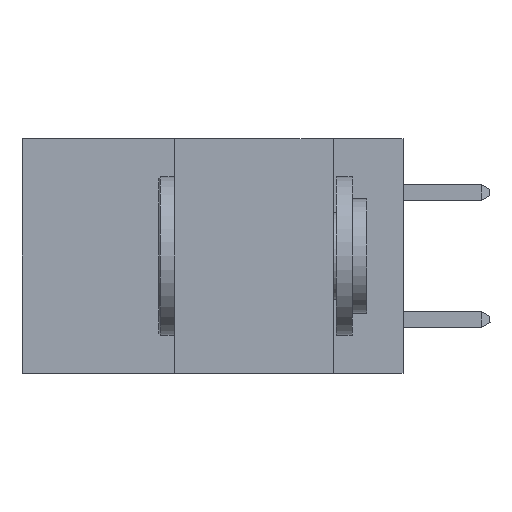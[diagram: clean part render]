
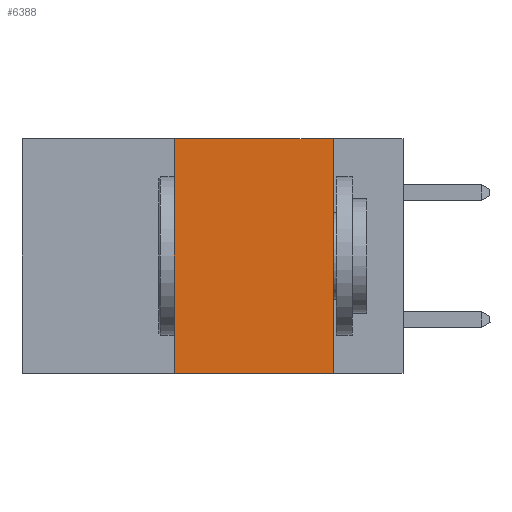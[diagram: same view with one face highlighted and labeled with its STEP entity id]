
A CAD part, left-side view. The second image highlights one B-rep face of the part: STEP entity #6388.
In plain terms, the highlighted planar face has unit normal (-1, 0, 0).
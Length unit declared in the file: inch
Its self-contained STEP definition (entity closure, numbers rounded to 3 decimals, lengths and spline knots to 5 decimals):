
#74 = EDGE_LOOP ( 'NONE', ( #10907, #12521, #8021, #4461 ) ) ;
#366 = AXIS2_PLACEMENT_3D ( 'NONE', #12415, #3200, #2740 ) ;
#405 = FACE_OUTER_BOUND ( 'NONE', #74, .T. ) ;
#678 = CARTESIAN_POINT ( 'NONE',  ( 0., 0.6, 0. ) ) ;
#1314 = LINE ( 'NONE', #7972, #10667 ) ;
#2527 = DIRECTION ( 'NONE',  ( 0., -1., 0. ) ) ;
#2540 = CARTESIAN_POINT ( 'NONE',  ( 0., 0.36, 0. ) ) ;
#2740 = DIRECTION ( 'NONE',  ( 0., 0., -1. ) ) ;
#2810 = CARTESIAN_POINT ( 'NONE',  ( 0., 0.36, 0. ) ) ;
#3047 = DIRECTION ( 'NONE',  ( 0., -1., 0. ) ) ;
#3114 = CARTESIAN_POINT ( 'NONE',  ( 0., 0.11, 0. ) ) ;
#3200 = DIRECTION ( 'NONE',  ( 1., 0., 0. ) ) ;
#3217 = LINE ( 'NONE', #2810, #5549 ) ;
#4026 = VECTOR ( 'NONE', #2527, 39.37008 ) ;
#4043 = VERTEX_POINT ( 'NONE', #3114 ) ;
#4461 = ORIENTED_EDGE ( 'NONE', *, *, #7390, .T. ) ;
#4535 = PLANE ( 'NONE',  #366 ) ;
#4842 = CARTESIAN_POINT ( 'NONE',  ( 0., 0.36, -0.37 ) ) ;
#5080 = VERTEX_POINT ( 'NONE', #6306 ) ;
#5112 = EDGE_CURVE ( 'NONE', #4043, #5080, #12370, .T. ) ;
#5381 = DIRECTION ( 'NONE',  ( 0., 0., -1. ) ) ;
#5549 = VECTOR ( 'NONE', #9718, 39.37008 ) ;
#6253 = CARTESIAN_POINT ( 'NONE',  ( 0., 0.11, 0. ) ) ;
#6306 = CARTESIAN_POINT ( 'NONE',  ( 0., 0.11, -0.37 ) ) ;
#6388 = ADVANCED_FACE ( 'NONE', ( #405 ), #4535, .F. ) ;
#6640 = LINE ( 'NONE', #678, #4026 ) ;
#7229 = EDGE_CURVE ( 'NONE', #10396, #4043, #6640, .T. ) ;
#7390 = EDGE_CURVE ( 'NONE', #9412, #5080, #1314, .T. ) ;
#7661 = EDGE_CURVE ( 'NONE', #9412, #10396, #3217, .T. ) ;
#7972 = CARTESIAN_POINT ( 'NONE',  ( 0., 0.6, -0.37 ) ) ;
#8021 = ORIENTED_EDGE ( 'NONE', *, *, #7661, .F. ) ;
#9412 = VERTEX_POINT ( 'NONE', #4842 ) ;
#9718 = DIRECTION ( 'NONE',  ( 0., 0., 1. ) ) ;
#9980 = VECTOR ( 'NONE', #5381, 39.37008 ) ;
#10396 = VERTEX_POINT ( 'NONE', #2540 ) ;
#10667 = VECTOR ( 'NONE', #3047, 39.37008 ) ;
#10907 = ORIENTED_EDGE ( 'NONE', *, *, #5112, .F. ) ;
#12370 = LINE ( 'NONE', #6253, #9980 ) ;
#12415 = CARTESIAN_POINT ( 'NONE',  ( 0., 0.6, 0. ) ) ;
#12521 = ORIENTED_EDGE ( 'NONE', *, *, #7229, .F. ) ;
